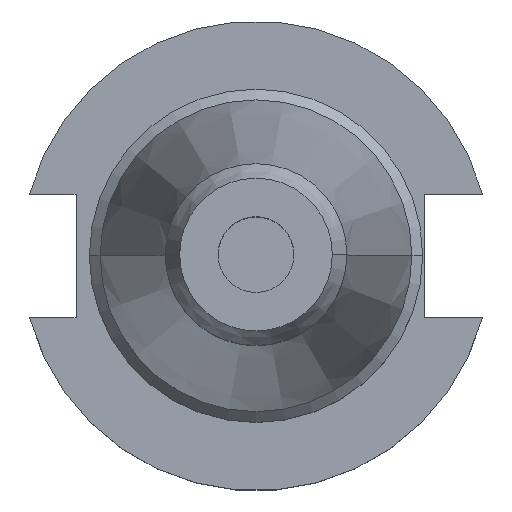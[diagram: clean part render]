
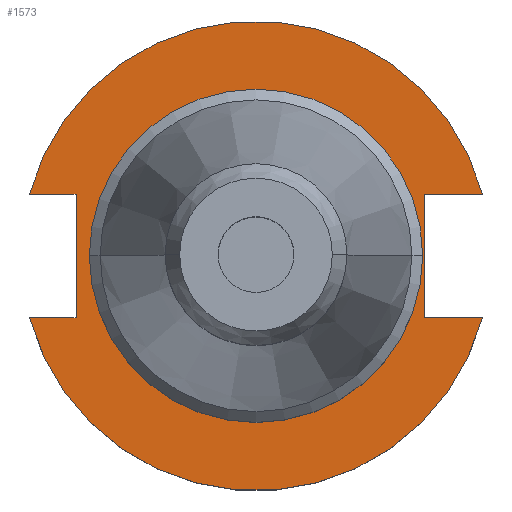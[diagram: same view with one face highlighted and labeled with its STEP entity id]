
A CAD part, top view. The second image highlights one B-rep face of the part: STEP entity #1573.
In plain terms, the highlighted planar face has unit normal (0, 0, 1).
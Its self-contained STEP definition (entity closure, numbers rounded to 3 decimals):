
#4 = DIRECTION ( 'NONE',  ( 1., 0., 0. ) ) ;
#27 = DIRECTION ( 'NONE',  ( 0., 0., 1. ) ) ;
#51 = CARTESIAN_POINT ( 'NONE',  ( 0., 0., 19.05 ) ) ;
#73 = CIRCLE ( 'NONE', #491, 34.925 ) ;
#82 = VERTEX_POINT ( 'NONE', #217 ) ;
#95 = VERTEX_POINT ( 'NONE', #1678 ) ;
#111 = DIRECTION ( 'NONE',  ( 0., 0., 1. ) ) ;
#112 = VECTOR ( 'NONE', #4, 1000. ) ;
#113 = VECTOR ( 'NONE', #170, 1000. ) ;
#129 = EDGE_CURVE ( 'NONE', #1273, #162, #1545, .T. ) ;
#162 = VERTEX_POINT ( 'NONE', #1145 ) ;
#170 = DIRECTION ( 'NONE',  ( 0., 1., 0. ) ) ;
#173 = ORIENTED_EDGE ( 'NONE', *, *, #1529, .F. ) ;
#217 = CARTESIAN_POINT ( 'NONE',  ( 34.925, 0., 19.05 ) ) ;
#218 = VERTEX_POINT ( 'NONE', #1417 ) ;
#225 = AXIS2_PLACEMENT_3D ( 'NONE', #1176, #27, #778 ) ;
#235 = CIRCLE ( 'NONE', #225, 49.212 ) ;
#245 = AXIS2_PLACEMENT_3D ( 'NONE', #997, #732, #1527 ) ;
#280 = VERTEX_POINT ( 'NONE', #647 ) ;
#316 = DIRECTION ( 'NONE',  ( -1., 0., 0. ) ) ;
#340 = VECTOR ( 'NONE', #404, 1000. ) ;
#352 = PLANE ( 'NONE',  #245 ) ;
#353 = CARTESIAN_POINT ( 'NONE',  ( 35.306, 12.954, 19.05 ) ) ;
#371 = CARTESIAN_POINT ( 'NONE',  ( 0., 0., 19.05 ) ) ;
#400 = ORIENTED_EDGE ( 'NONE', *, *, #969, .F. ) ;
#404 = DIRECTION ( 'NONE',  ( 0., -1., 0. ) ) ;
#448 = ORIENTED_EDGE ( 'NONE', *, *, #1415, .T. ) ;
#487 = CARTESIAN_POINT ( 'NONE',  ( -37.719, -12.954, 19.05 ) ) ;
#491 = AXIS2_PLACEMENT_3D ( 'NONE', #51, #955, #693 ) ;
#524 = VECTOR ( 'NONE', #316, 1000. ) ;
#575 = EDGE_CURVE ( 'NONE', #218, #280, #1135, .T. ) ;
#614 = VERTEX_POINT ( 'NONE', #993 ) ;
#632 = LINE ( 'NONE', #938, #113 ) ;
#647 = CARTESIAN_POINT ( 'NONE',  ( 35.306, 12.954, 19.05 ) ) ;
#657 = CIRCLE ( 'NONE', #1620, 49.212 ) ;
#693 = DIRECTION ( 'NONE',  ( 1., 0., 0. ) ) ;
#732 = DIRECTION ( 'NONE',  ( 0., 0., 1. ) ) ;
#733 = DIRECTION ( 'NONE',  ( 1., 0., 0. ) ) ;
#778 = DIRECTION ( 'NONE',  ( 1., 0., 0. ) ) ;
#838 = CARTESIAN_POINT ( 'NONE',  ( -63.719, -12.954, 19.05 ) ) ;
#843 = ORIENTED_EDGE ( 'NONE', *, *, #922, .F. ) ;
#846 = LINE ( 'NONE', #838, #112 ) ;
#876 = DIRECTION ( 'NONE',  ( 0., 0., 1. ) ) ;
#907 = FACE_OUTER_BOUND ( 'NONE', #968, .T. ) ;
#922 = EDGE_CURVE ( 'NONE', #1523, #95, #632, .T. ) ;
#929 = CARTESIAN_POINT ( 'NONE',  ( -63.719, 12.954, 19.05 ) ) ;
#938 = CARTESIAN_POINT ( 'NONE',  ( -37.719, 12.954, 19.05 ) ) ;
#955 = DIRECTION ( 'NONE',  ( 0., 0., 1. ) ) ;
#968 = EDGE_LOOP ( 'NONE', ( #1652, #1040, #976, #1174, #448, #400, #843, #1001 ) ) ;
#969 = EDGE_CURVE ( 'NONE', #95, #1221, #1605, .T. ) ;
#974 = VECTOR ( 'NONE', #733, 1000. ) ;
#976 = ORIENTED_EDGE ( 'NONE', *, *, #1472, .F. ) ;
#993 = CARTESIAN_POINT ( 'NONE',  ( -34.925, 0., 19.05 ) ) ;
#997 = CARTESIAN_POINT ( 'NONE',  ( 0., 49.212, 19.05 ) ) ;
#1001 = ORIENTED_EDGE ( 'NONE', *, *, #1380, .F. ) ;
#1003 = DIRECTION ( 'NONE',  ( 1., 0., 0. ) ) ;
#1040 = ORIENTED_EDGE ( 'NONE', *, *, #129, .F. ) ;
#1059 = VECTOR ( 'NONE', #1507, 1000. ) ;
#1079 = CARTESIAN_POINT ( 'NONE',  ( 35.306, -12.954, 19.05 ) ) ;
#1081 = LINE ( 'NONE', #1297, #340 ) ;
#1135 = LINE ( 'NONE', #353, #1059 ) ;
#1145 = CARTESIAN_POINT ( 'NONE',  ( 47.477, -12.954, 19.05 ) ) ;
#1174 = ORIENTED_EDGE ( 'NONE', *, *, #575, .F. ) ;
#1176 = CARTESIAN_POINT ( 'NONE',  ( 0., 0., 19.05 ) ) ;
#1189 = EDGE_LOOP ( 'NONE', ( #173, #1495 ) ) ;
#1221 = VERTEX_POINT ( 'NONE', #1474 ) ;
#1238 = EDGE_CURVE ( 'NONE', #614, #82, #73, .T. ) ;
#1243 = FACE_BOUND ( 'NONE', #1189, .T. ) ;
#1273 = VERTEX_POINT ( 'NONE', #1079 ) ;
#1297 = CARTESIAN_POINT ( 'NONE',  ( 35.306, 12.954, 19.05 ) ) ;
#1377 = AXIS2_PLACEMENT_3D ( 'NONE', #371, #876, #1003 ) ;
#1380 = EDGE_CURVE ( 'NONE', #1395, #1523, #846, .T. ) ;
#1391 = CARTESIAN_POINT ( 'NONE',  ( 35.306, -12.954, 19.05 ) ) ;
#1395 = VERTEX_POINT ( 'NONE', #1493 ) ;
#1415 = EDGE_CURVE ( 'NONE', #218, #1221, #235, .T. ) ;
#1417 = CARTESIAN_POINT ( 'NONE',  ( 47.477, 12.954, 19.05 ) ) ;
#1472 = EDGE_CURVE ( 'NONE', #280, #1273, #1081, .T. ) ;
#1474 = CARTESIAN_POINT ( 'NONE',  ( -47.477, 12.954, 19.05 ) ) ;
#1493 = CARTESIAN_POINT ( 'NONE',  ( -47.477, -12.954, 19.05 ) ) ;
#1495 = ORIENTED_EDGE ( 'NONE', *, *, #1238, .F. ) ;
#1507 = DIRECTION ( 'NONE',  ( -1., 0., 0. ) ) ;
#1523 = VERTEX_POINT ( 'NONE', #487 ) ;
#1527 = DIRECTION ( 'NONE',  ( 1., 0., 0. ) ) ;
#1529 = EDGE_CURVE ( 'NONE', #82, #614, #1685, .T. ) ;
#1545 = LINE ( 'NONE', #1391, #974 ) ;
#1573 = ADVANCED_FACE ( 'NONE', ( #1243, #907 ), #352, .T. ) ;
#1605 = LINE ( 'NONE', #929, #524 ) ;
#1620 = AXIS2_PLACEMENT_3D ( 'NONE', #1681, #111, #1676 ) ;
#1652 = ORIENTED_EDGE ( 'NONE', *, *, #1682, .T. ) ;
#1676 = DIRECTION ( 'NONE',  ( 1., 0., 0. ) ) ;
#1678 = CARTESIAN_POINT ( 'NONE',  ( -37.719, 12.954, 19.05 ) ) ;
#1681 = CARTESIAN_POINT ( 'NONE',  ( 0., 0., 19.05 ) ) ;
#1682 = EDGE_CURVE ( 'NONE', #1395, #162, #657, .T. ) ;
#1685 = CIRCLE ( 'NONE', #1377, 34.925 ) ;
